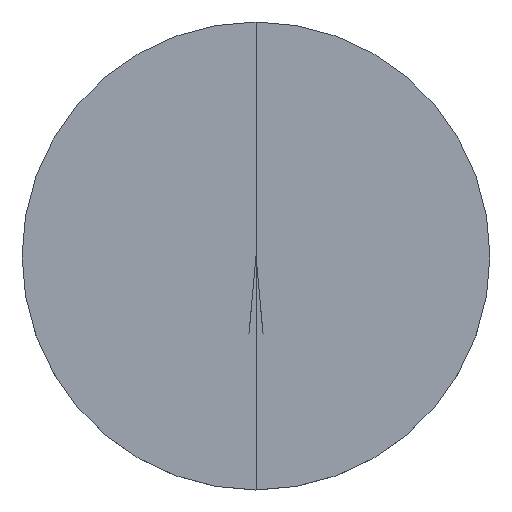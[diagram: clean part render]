
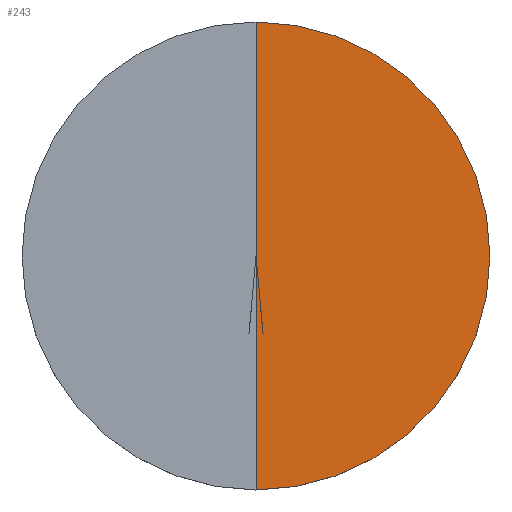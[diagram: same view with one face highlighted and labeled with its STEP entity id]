
A CAD part, top view. The second image highlights one B-rep face of the part: STEP entity #243.
In plain terms, the highlighted free-form (B-spline) face has degree [3, 2] with [4, 9] control points.
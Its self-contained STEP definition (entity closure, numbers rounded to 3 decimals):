
#3 = CARTESIAN_POINT ( 'NONE',  ( 0., 25., 0.001 ) ) ;
#4 = CARTESIAN_POINT ( 'NONE',  ( 0., 16.667, 0. ) ) ;
#7 = CARTESIAN_POINT ( 'NONE',  ( -8.333, 8.333, 0. ) ) ;
#8 = CARTESIAN_POINT ( 'NONE',  ( 0., 8.333, 0. ) ) ;
#10 = VERTEX_POINT ( 'NONE', #54 ) ;
#11 = CARTESIAN_POINT ( 'NONE',  ( 0., -25., 0.001 ) ) ;
#19 = CARTESIAN_POINT ( 'NONE',  ( 0., 0., 0. ) ) ;
#24 = EDGE_CURVE ( 'NONE', #28, #10, #252, .T. ) ;
#28 = VERTEX_POINT ( 'NONE', #190 ) ;
#29 = CARTESIAN_POINT ( 'NONE',  ( 0., -8.333, 0. ) ) ;
#31 = CARTESIAN_POINT ( 'NONE',  ( -25., 25., 0.001 ) ) ;
#35 = CARTESIAN_POINT ( 'NONE',  ( 0., -16.667, 0. ) ) ;
#49 = CARTESIAN_POINT ( 'NONE',  ( 0., 0., 0. ) ) ;
#52 = CARTESIAN_POINT ( 'NONE',  ( 0., 16.667, 0. ) ) ;
#53 = CARTESIAN_POINT ( 'NONE',  ( 0., 0., 0. ) ) ;
#54 = CARTESIAN_POINT ( 'NONE',  ( 0., -25., 0.001 ) ) ;
#57 = CARTESIAN_POINT ( 'NONE',  ( 0., 16.667, 0. ) ) ;
#68 = ORIENTED_EDGE ( 'NONE', *, *, #220, .T. ) ;
#74 = CARTESIAN_POINT ( 'NONE',  ( 0., -8.333, 0. ) ) ;
#80 = CARTESIAN_POINT ( 'NONE',  ( 0., 25., 0.001 ) ) ;
#82 = VERTEX_POINT ( 'NONE', #147 ) ;
#84 = CARTESIAN_POINT ( 'NONE',  ( 0., 0., 0. ) ) ;
#85 = CARTESIAN_POINT ( 'NONE',  ( 0., 0., 0. ) ) ;
#88 = CARTESIAN_POINT ( 'NONE',  ( 25., -25., 0.001 ) ) ;
#90 = CARTESIAN_POINT ( 'NONE',  ( 8.333, 0., 0. ) ) ;
#92 = CARTESIAN_POINT ( 'NONE',  ( 0., 25., 0.001 ) ) ;
#94 = CARTESIAN_POINT ( 'NONE',  ( 25., 0., 0.001 ) ) ;
#104 = DIRECTION ( 'NONE',  ( 1., 0., 0. ) ) ;
#108 = DIRECTION ( 'NONE',  ( 0., 0., 1. ) ) ;
#112 = CARTESIAN_POINT ( 'NONE',  ( 8.333, -8.333, 0. ) ) ;
#113 = CARTESIAN_POINT ( 'NONE',  ( -8.333, -8.333, 0. ) ) ;
#116 = CARTESIAN_POINT ( 'NONE',  ( -8.333, 0., 0. ) ) ;
#118 = CARTESIAN_POINT ( 'NONE',  ( 16.667, -16.667, 0. ) ) ;
#130 = CARTESIAN_POINT ( 'NONE',  ( 0., 0., 0. ) ) ;
#133 = FACE_OUTER_BOUND ( 'NONE', #255, .T. ) ;
#140 = B_SPLINE_CURVE_WITH_KNOTS ( 'NONE', 3,
 ( #130, #259, #57, #80 ),
 .UNSPECIFIED., .F., .F.,
 ( 4, 4 ),
 ( 0., 1. ),
 .UNSPECIFIED. ) ;
#144 = CARTESIAN_POINT ( 'NONE',  ( 16.667, 16.667, 0. ) ) ;
#145 = AXIS2_PLACEMENT_3D ( 'NONE', #257, #177, #236 ) ;
#146 = CARTESIAN_POINT ( 'NONE',  ( -16.667, -16.667, 0. ) ) ;
#147 = CARTESIAN_POINT ( 'NONE',  ( 25., 0., 0.001 ) ) ;
#161 = CARTESIAN_POINT ( 'NONE',  ( 0., 0., 0. ) ) ;
#172 = CARTESIAN_POINT ( 'NONE',  ( 16.667, 0., 0. ) ) ;
#177 = DIRECTION ( 'NONE',  ( 0., 0., 1. ) ) ;
#185 = ORIENTED_EDGE ( 'NONE', *, *, #225, .T. ) ;
#186 = EDGE_CURVE ( 'NONE', #28, #274, #140, .T. ) ;
#189 = CARTESIAN_POINT ( 'NONE',  ( 0., -25., 0.001 ) ) ;
#190 = CARTESIAN_POINT ( 'NONE',  ( 0., 0., 0. ) ) ;
#192 = ORIENTED_EDGE ( 'NONE', *, *, #24, .T. ) ;
#198 = AXIS2_PLACEMENT_3D ( 'NONE', #239, #108, #104 ) ;
#203 =( BOUNDED_SURFACE ( )  B_SPLINE_SURFACE ( 3, 2, ( 
 ( #84, #85, #262, #283, #161, #19, #204, #49, #248 ),
 ( #8, #7, #116, #113, #29, #112, #90, #271, #229 ),
 ( #4, #205, #228, #146, #275, #118, #172, #144, #52 ),
 ( #92, #31, #227, #273, #189, #88, #94, #250, #3 ) ),
 .UNSPECIFIED., .F., .T., .F. ) 
 B_SPLINE_SURFACE_WITH_KNOTS ( ( 4, 4 ),
 ( 3, 2, 2, 2, 3 ),
 ( 0., 1. ),
 ( 0., 90., 180., 270., 360. ),
 .UNSPECIFIED. ) 
 GEOMETRIC_REPRESENTATION_ITEM ( )  RATIONAL_B_SPLINE_SURFACE ( (
 ( 1., 0.707, 1., 0.707, 1., 0.707, 1., 0.707, 1.),
 ( 1., 0.707, 1., 0.707, 1., 0.707, 1., 0.707, 1.),
 ( 1., 0.707, 1., 0.707, 1., 0.707, 1., 0.707, 1.),
 ( 1., 0.707, 1., 0.707, 1., 0.707, 1., 0.707, 1.) ) ) 
 REPRESENTATION_ITEM ( '' )  SURFACE ( )  );
#204 = CARTESIAN_POINT ( 'NONE',  ( 0., 0., 0. ) ) ;
#205 = CARTESIAN_POINT ( 'NONE',  ( -16.667, 16.667, 0. ) ) ;
#220 = EDGE_CURVE ( 'NONE', #10, #82, #284, .T. ) ;
#223 = CIRCLE ( 'NONE', #198, 25. ) ;
#225 = EDGE_CURVE ( 'NONE', #82, #274, #223, .T. ) ;
#227 = CARTESIAN_POINT ( 'NONE',  ( -25., 0., 0.001 ) ) ;
#228 = CARTESIAN_POINT ( 'NONE',  ( -16.667, 0., 0. ) ) ;
#229 = CARTESIAN_POINT ( 'NONE',  ( 0., 8.333, 0. ) ) ;
#236 = DIRECTION ( 'NONE',  ( 1., 0., 0. ) ) ;
#239 = CARTESIAN_POINT ( 'NONE',  ( 0., 0., 0.001 ) ) ;
#243 = ADVANCED_FACE ( 'NONE', ( #133 ), #203, .T. ) ;
#247 = ORIENTED_EDGE ( 'NONE', *, *, #186, .F. ) ;
#248 = CARTESIAN_POINT ( 'NONE',  ( 0., 0., 0. ) ) ;
#250 = CARTESIAN_POINT ( 'NONE',  ( 25., 25., 0.001 ) ) ;
#252 = B_SPLINE_CURVE_WITH_KNOTS ( 'NONE', 3,
 ( #53, #74, #35, #11 ),
 .UNSPECIFIED., .F., .F.,
 ( 4, 4 ),
 ( 0., 1. ),
 .UNSPECIFIED. ) ;
#255 = EDGE_LOOP ( 'NONE', ( #247, #192, #68, #185 ) ) ;
#257 = CARTESIAN_POINT ( 'NONE',  ( 0., 0., 0.001 ) ) ;
#259 = CARTESIAN_POINT ( 'NONE',  ( 0., 8.333, 0. ) ) ;
#262 = CARTESIAN_POINT ( 'NONE',  ( 0., 0., 0. ) ) ;
#263 = CARTESIAN_POINT ( 'NONE',  ( 0., 25., 0.001 ) ) ;
#271 = CARTESIAN_POINT ( 'NONE',  ( 8.333, 8.333, 0. ) ) ;
#273 = CARTESIAN_POINT ( 'NONE',  ( -25., -25., 0.001 ) ) ;
#274 = VERTEX_POINT ( 'NONE', #263 ) ;
#275 = CARTESIAN_POINT ( 'NONE',  ( 0., -16.667, 0. ) ) ;
#283 = CARTESIAN_POINT ( 'NONE',  ( 0., 0., 0. ) ) ;
#284 = CIRCLE ( 'NONE', #145, 25. ) ;
